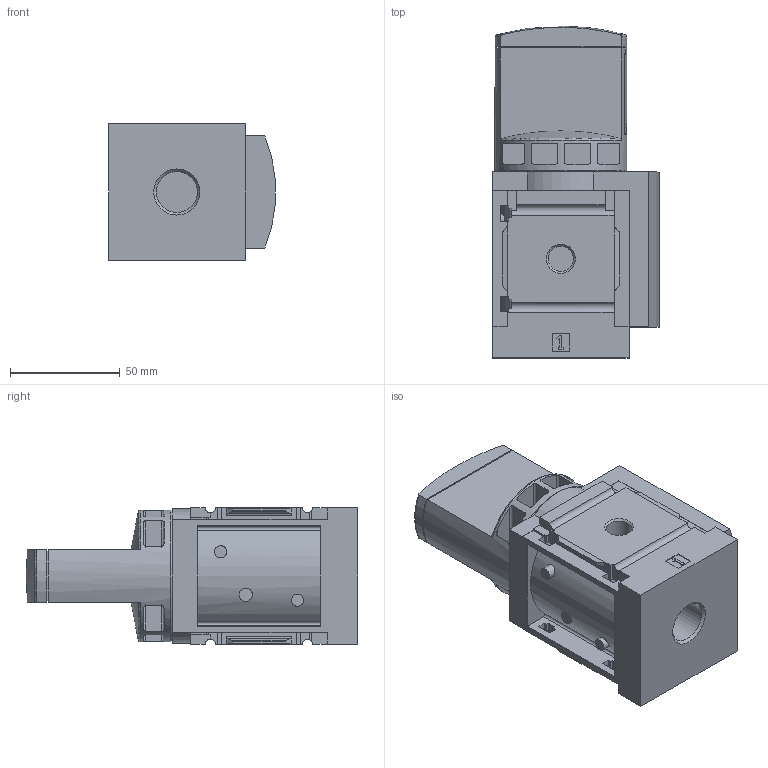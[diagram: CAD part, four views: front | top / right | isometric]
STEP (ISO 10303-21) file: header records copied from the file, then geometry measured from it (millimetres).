
FILE_DESCRIPTION(/* description */ ('STEP AP214'),/* implementation_level */ '2;1');
FILE_NAME(/* name */ '541271_MS6-EM1-1_4',/* time_stamp */ '2024-09-10T15:19:29+02:00',/* author */ ('License CC BY-ND 4.0'),/* organization */ ('CADENAS'),/* preprocessor_version */ 'ST-DEVELOPER v19.3',/* originating_system */ 'PARTsolutions',/* authorisation */ ' ');
FILE_SCHEMA (('AUTOMOTIVE_DESIGN {1 0 10303 214 3 1 1}'));
Length unit declared in the file: millimetre
Products named in the file (2): 541271 MS6-EM1-1/4; 541279 MS6-EM1-1/40D
Assembly tree (1 placements, depth 2):
  541271 MS6-EM1-1/4
    541279 MS6-EM1-1/40D
Bounding box: 75.8 x 150.9 x 62 mm (x, y, z)
Volume: 431799.9 mm3; surface area: 52648.9 mm2
Topology: 1 solids, 1 shells, 293 faces, 814 edges, 538 vertices
Faces by surface type: plane 213, cylinder 67, cone 6, torus 4, sphere 3
Full cylindrical faces by diameter (mm): 5.5 x2, 11.445 x2, 18.631 x1, 60 x1
Entity records: 11427 total; most frequent: CARTESIAN_POINT 1831, ORIENTED_EDGE 1592, DIRECTION 1493, EDGE_CURVE 796, LINE 601, VECTOR 601, VERTEX_POINT 533, AXIS2_PLACEMENT_3D 446
